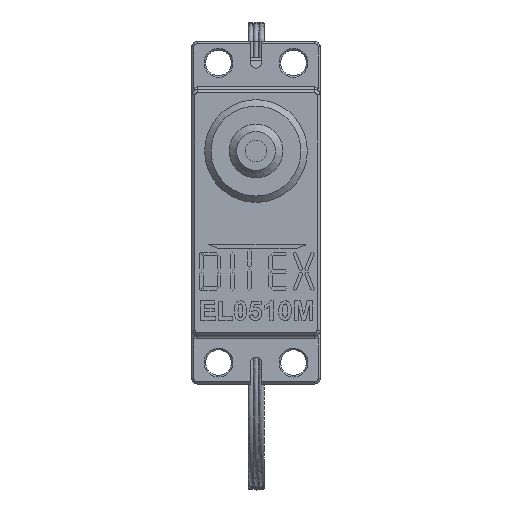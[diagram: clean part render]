
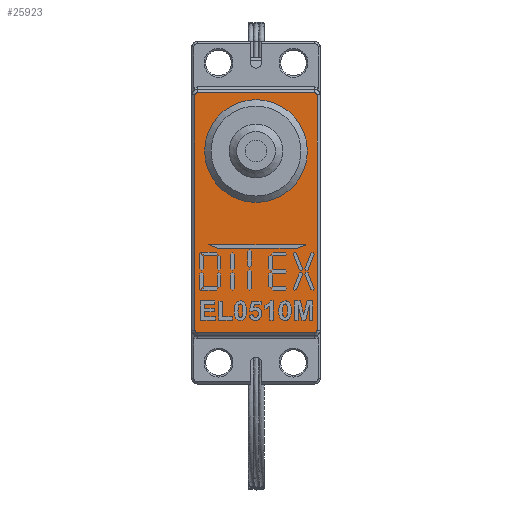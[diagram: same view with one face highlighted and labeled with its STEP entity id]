
A CAD part, top view. The second image highlights one B-rep face of the part: STEP entity #25923.
In plain terms, the highlighted planar face has unit normal (0, 0, 1).
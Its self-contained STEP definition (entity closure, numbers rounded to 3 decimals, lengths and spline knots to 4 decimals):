
#672=LINE($,#36088,#2918);
#678=LINE($,#36102,#2924);
#681=LINE($,#36111,#2927);
#684=LINE($,#36119,#2930);
#2918=VECTOR($,#29856,2.2);
#2924=VECTOR($,#29870,1.1);
#2927=VECTOR($,#29881,2.2);
#2930=VECTOR($,#29890,1.1);
#5169=PLANE($,#27863);
#6974=FACE_BOUND($,#9428,.T.);
#6975=FACE_BOUND($,#9429,.T.);
#9428=EDGE_LOOP($,(#18831));
#9429=EDGE_LOOP($,(#18832,#18833,#18834,#18835,#18836,#18837,#18838,#18839));
#11005=CIRCLE($,#27846,0.02);
#11007=CIRCLE($,#27850,0.02);
#11008=CIRCLE($,#27853,0.02);
#11009=CIRCLE($,#27856,0.02);
#11010=CIRCLE($,#27864,0.48);
#11519=VERTEX_POINT($,#36085);
#11520=VERTEX_POINT($,#36087);
#11522=VERTEX_POINT($,#36094);
#11524=VERTEX_POINT($,#36100);
#11525=VERTEX_POINT($,#36105);
#11526=VERTEX_POINT($,#36109);
#11527=VERTEX_POINT($,#36113);
#11528=VERTEX_POINT($,#36117);
#11532=VERTEX_POINT($,#36139);
#14317=EDGE_CURVE($,#11519,#11520,#672,.T.);
#14322=EDGE_CURVE($,#11522,#11519,#11005,.T.);
#14325=EDGE_CURVE($,#11524,#11522,#678,.T.);
#14328=EDGE_CURVE($,#11525,#11524,#11007,.T.);
#14330=EDGE_CURVE($,#11526,#11525,#681,.T.);
#14332=EDGE_CURVE($,#11527,#11526,#11008,.T.);
#14334=EDGE_CURVE($,#11528,#11527,#684,.T.);
#14335=EDGE_CURVE($,#11520,#11528,#11009,.T.);
#14345=EDGE_CURVE($,#11532,#11532,#11010,.T.);
#18831=ORIENTED_EDGE($,*,*,#14345,.T.);
#18832=ORIENTED_EDGE($,*,*,#14317,.F.);
#18833=ORIENTED_EDGE($,*,*,#14322,.F.);
#18834=ORIENTED_EDGE($,*,*,#14325,.F.);
#18835=ORIENTED_EDGE($,*,*,#14328,.F.);
#18836=ORIENTED_EDGE($,*,*,#14330,.F.);
#18837=ORIENTED_EDGE($,*,*,#14332,.F.);
#18838=ORIENTED_EDGE($,*,*,#14334,.F.);
#18839=ORIENTED_EDGE($,*,*,#14335,.F.);
#25923=ADVANCED_FACE($,(#6974,#6975),#5169,.T.);
#27846=AXIS2_PLACEMENT_3D($,#36096,#29864,#29865);
#27850=AXIS2_PLACEMENT_3D($,#36107,#29876,#29877);
#27853=AXIS2_PLACEMENT_3D($,#36115,#29885,#29886);
#27856=AXIS2_PLACEMENT_3D($,#36121,#29893,#29894);
#27863=AXIS2_PLACEMENT_3D($,#36138,#29914,#29915);
#27864=AXIS2_PLACEMENT_3D($,#36140,#29916,#29917);
#29856=DIRECTION($,(0.,-1.,0.));
#29864=DIRECTION('center_axis',(0.,0.,
-1.));
#29865=DIRECTION('ref_axis',(0.707,0.707,0.));
#29870=DIRECTION($,(1.,0.,0.));
#29876=DIRECTION('center_axis',(0.,0.,
-1.));
#29877=DIRECTION('ref_axis',(-0.707,0.707,0.));
#29881=DIRECTION($,(0.,1.,0.));
#29885=DIRECTION('center_axis',(0.,0.,
-1.));
#29886=DIRECTION('ref_axis',(-0.707,-0.707,0.));
#29890=DIRECTION($,(-1.,0.,0.));
#29893=DIRECTION('center_axis',(0.,0.,
-1.));
#29894=DIRECTION('ref_axis',(0.707,-0.707,0.));
#29914=DIRECTION('center_axis',(0.,0.,
1.));
#29915=DIRECTION('ref_axis',(0.,1.,0.));
#29916=DIRECTION('center_axis',(0.,0.,
-1.));
#29917=DIRECTION('ref_axis',(0.,1.,0.));
#36085=CARTESIAN_POINT('',(0.5569,1.209,2.7575));
#36087=CARTESIAN_POINT('',(0.5569,-0.991,2.7575));
#36088=CARTESIAN_POINT($,(0.5569,0.109,2.7575));
#36094=CARTESIAN_POINT('',(0.5369,1.229,2.7575));
#36096=CARTESIAN_POINT('Origin',(0.5369,1.209,2.7575));
#36100=CARTESIAN_POINT('',(-0.5631,1.229,2.7575));
#36102=CARTESIAN_POINT($,(-0.0131,1.229,2.7575));
#36105=CARTESIAN_POINT('',(-0.5831,1.209,2.7575));
#36107=CARTESIAN_POINT('Origin',(-0.5631,1.209,2.7575));
#36109=CARTESIAN_POINT('',(-0.5831,-0.991,2.7575));
#36111=CARTESIAN_POINT($,(-0.5831,0.109,2.7575));
#36113=CARTESIAN_POINT('',(-0.5631,-1.011,2.7575));
#36115=CARTESIAN_POINT('Origin',(-0.5631,-0.991,
2.7575));
#36117=CARTESIAN_POINT('',(0.5369,-1.011,2.7575));
#36119=CARTESIAN_POINT($,(-0.0131,-1.011,2.7575));
#36121=CARTESIAN_POINT('Origin',(0.5369,-0.991,2.7575));
#36138=CARTESIAN_POINT('Origin',(-0.0131,0.109,
2.7575));
#36139=CARTESIAN_POINT('',(-0.0131,0.204,2.7575));
#36140=CARTESIAN_POINT('Origin',(-0.0131,0.684,
2.7575));
